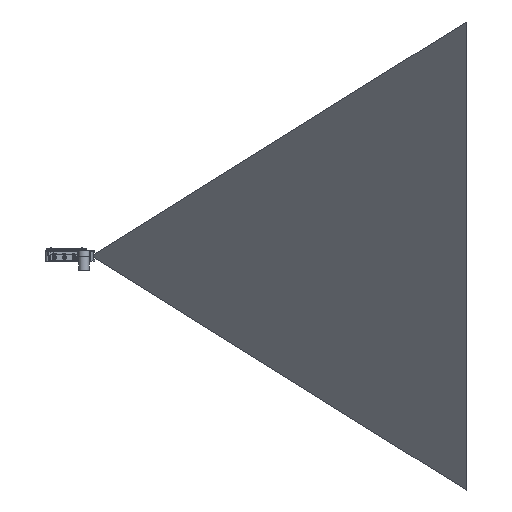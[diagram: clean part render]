
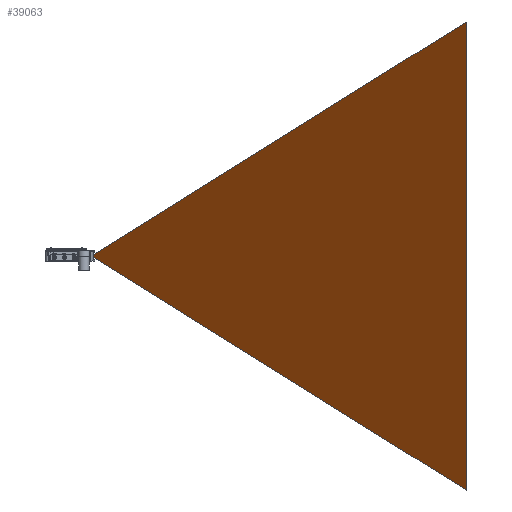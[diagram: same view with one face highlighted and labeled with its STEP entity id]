
A CAD part, front view. The second image highlights one B-rep face of the part: STEP entity #39063.
In plain terms, the highlighted face is planar.
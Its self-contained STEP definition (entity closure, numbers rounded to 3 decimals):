
#6550=FACE_OUTER_BOUND('',#9001,.T.);
#9001=EDGE_LOOP('',(#35884,#35885,#35886,#35887));
#12092=LINE('',#155793,#15190);
#12095=LINE('',#155798,#15193);
#12097=LINE('',#155802,#15195);
#12099=LINE('',#155805,#15197);
#15190=VECTOR('',#51394,10.);
#15193=VECTOR('',#51399,10.);
#15195=VECTOR('',#51403,10.);
#15197=VECTOR('',#51407,10.);
#18832=VERTEX_POINT('',#155791);
#18833=VERTEX_POINT('',#155792);
#18834=VERTEX_POINT('',#155797);
#18835=VERTEX_POINT('',#155801);
#24512=EDGE_CURVE('',#18832,#18833,#12092,.T.);
#24515=EDGE_CURVE('',#18834,#18832,#12095,.T.);
#24517=EDGE_CURVE('',#18835,#18834,#12097,.T.);
#24519=EDGE_CURVE('',#18833,#18835,#12099,.T.);
#35884=ORIENTED_EDGE('',*,*,#24515,.T.);
#35885=ORIENTED_EDGE('',*,*,#24512,.T.);
#35886=ORIENTED_EDGE('',*,*,#24519,.T.);
#35887=ORIENTED_EDGE('',*,*,#24517,.T.);
#36841=PLANE('',#42274);
#39063=ADVANCED_FACE('',(#6550),#36841,.F.);
#42274=AXIS2_PLACEMENT_3D('',#155806,#51408,#51409);
#51394=DIRECTION('',(0.711,0.373,0.596));
#51399=DIRECTION('',(0.,1.,0.));
#51403=DIRECTION('',(-0.711,0.373,-0.596));
#51407=DIRECTION('',(0.,-1.,0.));
#51408=DIRECTION('center_axis',(-0.643,0.,0.766));
#51409=DIRECTION('ref_axis',(0.766,0.,0.643));
#155791=CARTESIAN_POINT('',(5.959,17.124,62.01));
#155792=CARTESIAN_POINT('',(1191.754,638.869,1057.01));
#155793=CARTESIAN_POINT('',(259.306,149.961,274.594));
#155797=CARTESIAN_POINT('',(5.959,10.876,62.01));
#155798=CARTESIAN_POINT('',(5.959,12.438,62.01));
#155801=CARTESIAN_POINT('',(1191.754,-610.869,1057.01));
#155802=CARTESIAN_POINT('',(552.61,-275.749,520.705));
#155805=CARTESIAN_POINT('',(1191.754,326.435,1057.01));
#155806=CARTESIAN_POINT('Origin',(598.856,14.,559.51));
